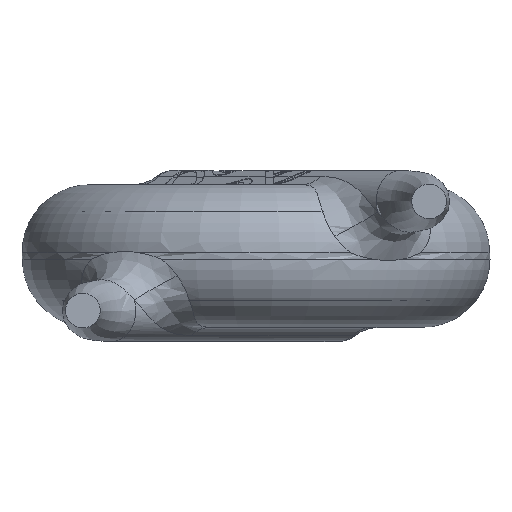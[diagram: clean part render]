
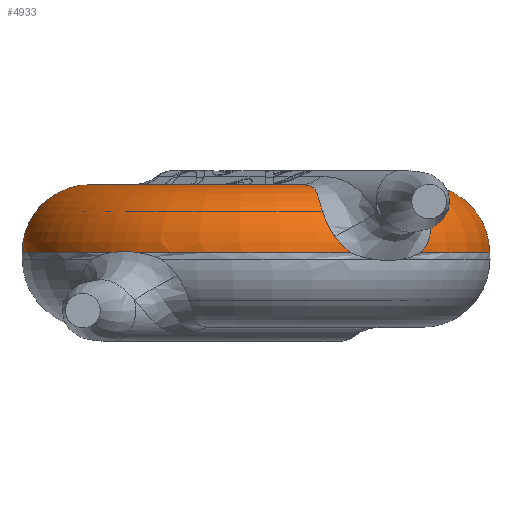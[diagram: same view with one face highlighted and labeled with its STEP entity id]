
A CAD part, front view. The second image highlights one B-rep face of the part: STEP entity #4933.
In plain terms, the highlighted toroidal (fillet/blend) face has major radius 2.45 mm and minor radius 1 mm.
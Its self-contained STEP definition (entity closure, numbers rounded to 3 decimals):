
#226=TOROIDAL_SURFACE('',#5216,2.45,1.);
#555=B_SPLINE_CURVE_WITH_KNOTS('',3,(#12544,#12545,#12546,#12547,#12548,
#12549,#12550,#12551,#12552,#12553,#12554,#12555,#12556,#12557,#12558,#12559,
#12560,#12561,#12562,#12563,#12564,#12565,#12566,#12567,#12568,#12569,#12570,
#12571),.UNSPECIFIED.,.F.,.F.,(4,3,3,3,3,3,3,3,3,4),(0.005,
0.012,0.019,0.025,0.026,
0.026,0.031,0.036,0.042,
0.042),.UNSPECIFIED.);
#561=B_SPLINE_CURVE_WITH_KNOTS('',3,(#12798,#12799,#12800,#12801,#12802,
#12803,#12804),.UNSPECIFIED.,.F.,.F.,(4,1,1,1,4),(-0.171,-0.122,
-0.073,-0.037,0.),.UNSPECIFIED.);
#562=B_SPLINE_CURVE_WITH_KNOTS('',3,(#12870,#12871,#12872,#12873,#12874,
#12875,#12876,#12877,#12878),.UNSPECIFIED.,.F.,.F.,(4,2,1,2,4),(-0.092,
-0.091,-0.047,-0.004,0.),
 .UNSPECIFIED.);
#565=B_SPLINE_CURVE_WITH_KNOTS('',3,(#12898,#12899,#12900,#12901,#12902,
#12903),.UNSPECIFIED.,.F.,.F.,(4,2,4),(-0.303,-0.257,
-0.255),.UNSPECIFIED.);
#568=B_SPLINE_CURVE_WITH_KNOTS('',3,(#12971,#12972,#12973,#12974,#12975,
#12976,#12977),.UNSPECIFIED.,.F.,.F.,(4,1,1,1,4),(-0.691,-0.645,
-0.599,-0.537,-0.475),.UNSPECIFIED.);
#1511=FACE_OUTER_BOUND('',#1790,.T.);
#1790=EDGE_LOOP('',(#4573,#4574,#4575,#4576,#4577,#4578,#4579,#4580));
#1825=CIRCLE('',#5153,2.45);
#1853=CIRCLE('',#5204,3.45);
#1859=CIRCLE('',#5217,3.45);
#1946=VERTEX_POINT('',#7609);
#2295=VERTEX_POINT('',#11920);
#2332=VERTEX_POINT('',#12495);
#2337=VERTEX_POINT('',#12537);
#2344=VERTEX_POINT('',#12749);
#2346=VERTEX_POINT('',#12796);
#2348=VERTEX_POINT('',#12895);
#2349=VERTEX_POINT('',#12897);
#3006=EDGE_CURVE('',#2295,#1946,#1825,.T.);
#3066=EDGE_CURVE('',#2332,#2337,#555,.T.);
#3079=EDGE_CURVE('',#2344,#2332,#1853,.T.);
#3084=EDGE_CURVE('',#2346,#1946,#561,.T.);
#3085=EDGE_CURVE('',#2344,#2346,#562,.T.);
#3089=EDGE_CURVE('',#2348,#2349,#565,.T.);
#3092=EDGE_CURVE('',#2295,#2348,#568,.T.);
#3097=EDGE_CURVE('',#2337,#2349,#1859,.T.);
#4573=ORIENTED_EDGE('',*,*,#3066,.T.);
#4574=ORIENTED_EDGE('',*,*,#3097,.T.);
#4575=ORIENTED_EDGE('',*,*,#3089,.F.);
#4576=ORIENTED_EDGE('',*,*,#3092,.F.);
#4577=ORIENTED_EDGE('',*,*,#3006,.T.);
#4578=ORIENTED_EDGE('',*,*,#3084,.F.);
#4579=ORIENTED_EDGE('',*,*,#3085,.F.);
#4580=ORIENTED_EDGE('',*,*,#3079,.T.);
#4933=ADVANCED_FACE('',(#1511),#226,.T.);
#5153=AXIS2_PLACEMENT_3D('',#11944,#5852,#5853);
#5204=AXIS2_PLACEMENT_3D('',#12750,#5972,#5973);
#5216=AXIS2_PLACEMENT_3D('',#13211,#5997,#5998);
#5217=AXIS2_PLACEMENT_3D('',#13212,#5999,#6000);
#5852=DIRECTION('center_axis',(0.,0.,-1.));
#5853=DIRECTION('ref_axis',(1.,0.,0.));
#5972=DIRECTION('center_axis',(0.,0.,1.));
#5973=DIRECTION('ref_axis',(1.,0.,0.));
#5997=DIRECTION('center_axis',(0.,0.,1.));
#5998=DIRECTION('ref_axis',(-0.563,0.827,0.));
#5999=DIRECTION('center_axis',(0.,0.,1.));
#6000=DIRECTION('ref_axis',(1.,0.,0.));
#7609=CARTESIAN_POINT('',(1.764,-1.7,1.05));
#11920=CARTESIAN_POINT('',(0.669,-2.357,1.05));
#11944=CARTESIAN_POINT('Origin',(0.,0.,1.05));
#12495=CARTESIAN_POINT('',(-2.14,-2.706,0.05));
#12537=CARTESIAN_POINT('',(-1.736,-2.982,0.05));
#12544=CARTESIAN_POINT('Ctrl Pts',(-2.14,-2.707,
0.05));
#12545=CARTESIAN_POINT('Ctrl Pts',(-2.12,-2.722,
0.053));
#12546=CARTESIAN_POINT('Ctrl Pts',(-2.099,-2.738,
0.056));
#12547=CARTESIAN_POINT('Ctrl Pts',(-2.077,-2.755,
0.059));
#12548=CARTESIAN_POINT('Ctrl Pts',(-2.056,-2.771,
0.062));
#12549=CARTESIAN_POINT('Ctrl Pts',(-2.033,-2.788,0.064));
#12550=CARTESIAN_POINT('Ctrl Pts',(-2.008,-2.805,0.066));
#12551=CARTESIAN_POINT('Ctrl Pts',(-1.986,-2.821,
0.067));
#12552=CARTESIAN_POINT('Ctrl Pts',(-1.963,-2.837,0.068));
#12553=CARTESIAN_POINT('Ctrl Pts',(-1.939,-2.853,
0.068));
#12554=CARTESIAN_POINT('Ctrl Pts',(-1.937,-2.855,0.068));
#12555=CARTESIAN_POINT('Ctrl Pts',(-1.934,-2.857,
0.068));
#12556=CARTESIAN_POINT('Ctrl Pts',(-1.931,-2.859,
0.068));
#12557=CARTESIAN_POINT('Ctrl Pts',(-1.931,-2.859,
0.068));
#12558=CARTESIAN_POINT('Ctrl Pts',(-1.931,-2.859,
0.068));
#12559=CARTESIAN_POINT('Ctrl Pts',(-1.931,-2.859,
0.068));
#12560=CARTESIAN_POINT('Ctrl Pts',(-1.911,-2.873,0.067));
#12561=CARTESIAN_POINT('Ctrl Pts',(-1.89,-2.886,
0.067));
#12562=CARTESIAN_POINT('Ctrl Pts',(-1.87,-2.899,
0.065));
#12563=CARTESIAN_POINT('Ctrl Pts',(-1.849,-2.913,
0.064));
#12564=CARTESIAN_POINT('Ctrl Pts',(-1.828,-2.926,0.062));
#12565=CARTESIAN_POINT('Ctrl Pts',(-1.808,-2.939,
0.06));
#12566=CARTESIAN_POINT('Ctrl Pts',(-1.787,-2.951,0.057));
#12567=CARTESIAN_POINT('Ctrl Pts',(-1.766,-2.964,
0.054));
#12568=CARTESIAN_POINT('Ctrl Pts',(-1.745,-2.976,
0.051));
#12569=CARTESIAN_POINT('Ctrl Pts',(-1.742,-2.978,
0.051));
#12570=CARTESIAN_POINT('Ctrl Pts',(-1.739,-2.98,
0.05));
#12571=CARTESIAN_POINT('Ctrl Pts',(-1.736,-2.982,
0.05));
#12749=CARTESIAN_POINT('',(2.428,-2.451,0.05));
#12750=CARTESIAN_POINT('Origin',(0.,0.,0.05));
#12796=CARTESIAN_POINT('',(2.541,-2.138,0.541));
#12798=CARTESIAN_POINT('Ctrl Pts',(2.541,-2.138,0.541));
#12799=CARTESIAN_POINT('Ctrl Pts',(2.509,-2.099,0.63));
#12800=CARTESIAN_POINT('Ctrl Pts',(2.396,-2.034,0.792));
#12801=CARTESIAN_POINT('Ctrl Pts',(2.161,-1.957,0.948));
#12802=CARTESIAN_POINT('Ctrl Pts',(1.929,-1.861,1.032));
#12803=CARTESIAN_POINT('Ctrl Pts',(1.809,-1.763,1.05));
#12804=CARTESIAN_POINT('Ctrl Pts',(1.764,-1.7,1.05));
#12870=CARTESIAN_POINT('Ctrl Pts',(2.428,-2.451,0.05));
#12871=CARTESIAN_POINT('Ctrl Pts',(2.428,-2.45,0.051));
#12872=CARTESIAN_POINT('Ctrl Pts',(2.429,-2.45,0.051));
#12873=CARTESIAN_POINT('Ctrl Pts',(2.494,-2.386,0.116));
#12874=CARTESIAN_POINT('Ctrl Pts',(2.582,-2.27,0.27));
#12875=CARTESIAN_POINT('Ctrl Pts',(2.573,-2.183,0.442));
#12876=CARTESIAN_POINT('Ctrl Pts',(2.546,-2.144,0.528));
#12877=CARTESIAN_POINT('Ctrl Pts',(2.543,-2.141,0.535));
#12878=CARTESIAN_POINT('Ctrl Pts',(2.541,-2.138,0.541));
#12895=CARTESIAN_POINT('',(1.16,-3.218,0.291));
#12897=CARTESIAN_POINT('',(1.391,-3.157,0.05));
#12898=CARTESIAN_POINT('Ctrl Pts',(1.16,-3.218,0.291));
#12899=CARTESIAN_POINT('Ctrl Pts',(1.22,-3.219,0.206));
#12900=CARTESIAN_POINT('Ctrl Pts',(1.294,-3.199,0.125));
#12901=CARTESIAN_POINT('Ctrl Pts',(1.384,-3.16,0.055));
#12902=CARTESIAN_POINT('Ctrl Pts',(1.387,-3.159,0.053));
#12903=CARTESIAN_POINT('Ctrl Pts',(1.391,-3.157,0.05));
#12971=CARTESIAN_POINT('Ctrl Pts',(0.669,-2.357,
1.05));
#12972=CARTESIAN_POINT('Ctrl Pts',(0.752,-2.425,
1.05));
#12973=CARTESIAN_POINT('Ctrl Pts',(0.86,-2.593,
1.024));
#12974=CARTESIAN_POINT('Ctrl Pts',(0.916,-2.885,0.89));
#12975=CARTESIAN_POINT('Ctrl Pts',(0.973,-3.14,
0.641));
#12976=CARTESIAN_POINT('Ctrl Pts',(1.08,-3.217,0.404));
#12977=CARTESIAN_POINT('Ctrl Pts',(1.16,-3.218,0.291));
#13211=CARTESIAN_POINT('Origin',(0.,0.,0.05));
#13212=CARTESIAN_POINT('Origin',(0.,0.,0.05));
